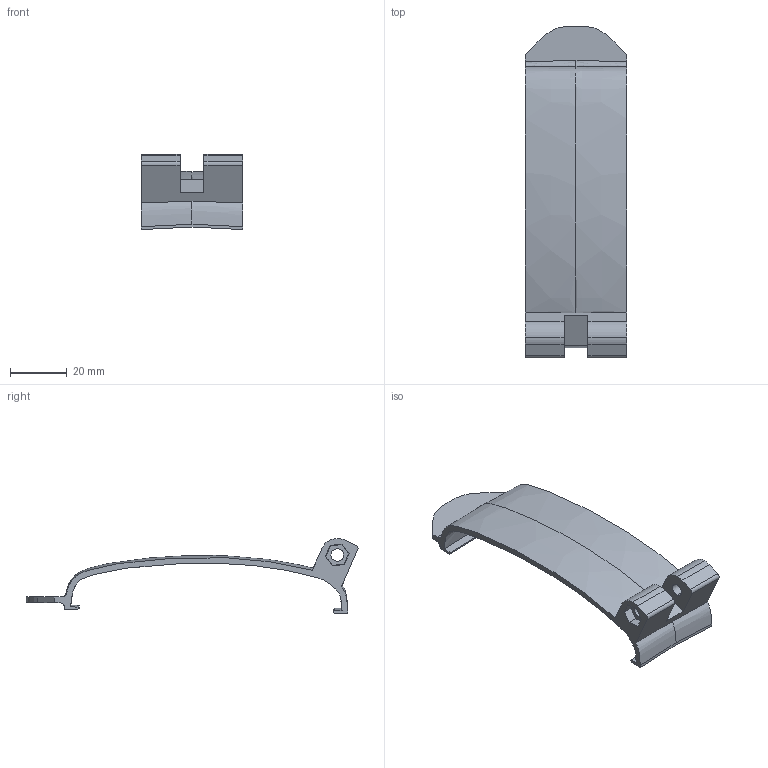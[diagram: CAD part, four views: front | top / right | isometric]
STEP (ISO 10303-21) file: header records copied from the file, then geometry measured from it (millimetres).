
FILE_DESCRIPTION (( 'STEP AP203' ), '1' );
FILE_NAME ('Quest2MountABS.STEP', '2025-02-15T20:01:26', ( '' ), ( '' ), 'SwSTEP 2.0', 'SolidWorks 2024', '' );
FILE_SCHEMA (( 'CONFIG_CONTROL_DESIGN' ));
Length unit declared in the file: millimetre
Products named in the file (1): Quest2MountABS
Bounding box: 35.56 x 116.6 x 26.38 mm (x, y, z)
Volume: 13102.8 mm3; surface area: 11644.3 mm2
Topology: 1 solids, 1 shells, 61 faces, 169 edges, 111 vertices
Faces by surface type: plane 26, bspline 22, cylinder 13
Entity records: 6376 total; most frequent: CARTESIAN_POINT 4907, ORIENTED_EDGE 338, DIRECTION 208, EDGE_CURVE 169, VERTEX_POINT 111, LINE 78, VECTOR 78, EDGE_LOOP 66
